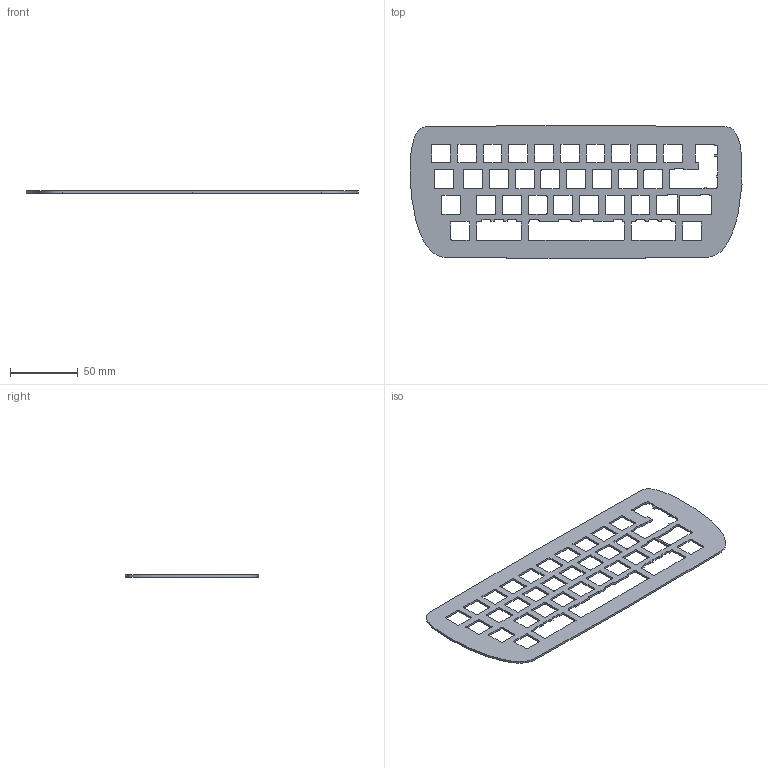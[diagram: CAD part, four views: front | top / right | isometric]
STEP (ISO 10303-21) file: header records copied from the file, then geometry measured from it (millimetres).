
FILE_DESCRIPTION(/* description */ (''),/* implementation_level */ '2;1');
FILE_NAME(/* name */ 'Plate.step',/* time_stamp */ '2024-03-02T11:00:40+01:00',/* author */ (''),/* organization */ (''),/* preprocessor_version */ 'ST-DEVELOPER v20',/* originating_system */ 'Autodesk Translation Framework v12.20.1.177',/* authorisation */ '');
FILE_SCHEMA (('AUTOMOTIVE_DESIGN { 1 0 10303 214 3 1 1 }'));
Length unit declared in the file: millimetre
Products named in the file (1): Plate
Bounding box: 245.67 x 98.75 x 1.5 mm (x, y, z)
Volume: 21563.9 mm3; surface area: 32689.5 mm2
Topology: 1 solids, 1 shells, 411 faces, 1227 edges, 818 vertices
Faces by surface type: plane 218, cylinder 187, bspline 6
Entity records: 15407 total; most frequent: CARTESIAN_POINT 3831, ORIENTED_EDGE 2454, DIRECTION 2401, EDGE_CURVE 1227, LINE 841, VECTOR 841, VERTEX_POINT 818, AXIS2_PLACEMENT_3D 780
